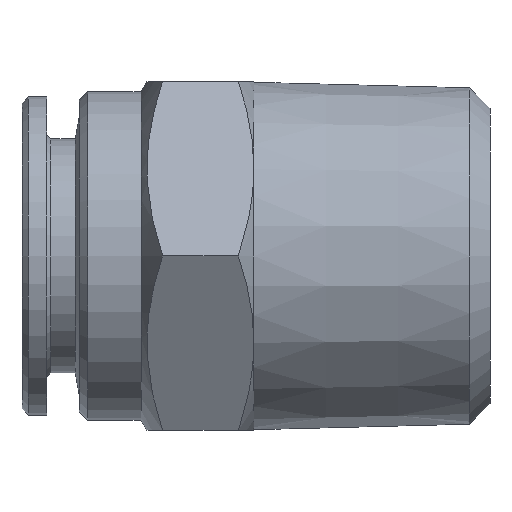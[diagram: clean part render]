
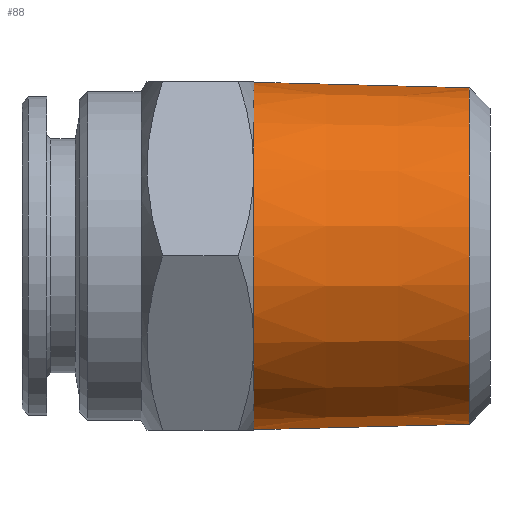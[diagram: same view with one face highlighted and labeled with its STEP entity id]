
A CAD part, left-side view. The second image highlights one B-rep face of the part: STEP entity #88.
In plain terms, the highlighted conical face has half-angle 1.47 degrees and reference radius 8.462 mm.
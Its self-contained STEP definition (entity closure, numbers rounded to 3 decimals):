
#63 = ORIENTED_EDGE ( 'NONE', *, *, #1302, .F. ) ;
#64 = ORIENTED_EDGE ( 'NONE', *, *, #87, .F. ) ;
#65 = ORIENTED_EDGE ( 'NONE', *, *, #1323, .T. ) ;
#66 = ORIENTED_EDGE ( 'NONE', *, *, #67, .T. ) ;
#67 = EDGE_CURVE ( 'NONE', #1318, #1311, #503, .T. ) ;
#87 = EDGE_CURVE ( 'NONE', #1306, #1312, #491, .T. ) ;
#88 = ADVANCED_FACE ( 'NONE', ( #511 ), #505, .T. ) ;
#89 = EDGE_LOOP ( 'NONE', ( #63, #64, #65, #66 ) ) ;
#432 = DIRECTION ( 'NONE',  ( 0., 0., 1. ) ) ;
#433 = DIRECTION ( 'NONE',  ( 0., 1., 0. ) ) ;
#434 = AXIS2_PLACEMENT_3D ( 'NONE', #506, #433, #432 ) ;
#465 = CARTESIAN_POINT ( 'NONE',  ( 0., 11.5, 0. ) ) ;
#466 = AXIS2_PLACEMENT_3D ( 'NONE', #465, #487, #486 ) ;
#486 = DIRECTION ( 'NONE',  ( 0., 0., -1. ) ) ;
#487 = DIRECTION ( 'NONE',  ( 0., -1., 0. ) ) ;
#491 = CIRCLE ( 'NONE', #510, 8.192 ) ;
#503 = CIRCLE ( 'NONE', #466, 8.462 ) ;
#505 = CONICAL_SURFACE ( 'NONE', #434, 8.462, 0.026 ) ;
#506 = CARTESIAN_POINT ( 'NONE',  ( 0., 11.5, 0. ) ) ;
#507 = DIRECTION ( 'NONE',  ( 0., 0., -1. ) ) ;
#508 = DIRECTION ( 'NONE',  ( 0., -1., 0. ) ) ;
#509 = CARTESIAN_POINT ( 'NONE',  ( 0., 1., 0. ) ) ;
#510 = AXIS2_PLACEMENT_3D ( 'NONE', #509, #508, #507 ) ;
#511 = FACE_OUTER_BOUND ( 'NONE', #89, .T. ) ;
#866 = LINE ( 'NONE', #907, #906 ) ;
#890 = DIRECTION ( 'NONE',  ( 0., 1., 0.026 ) ) ;
#891 = VECTOR ( 'NONE', #890, 1000. ) ;
#892 = CARTESIAN_POINT ( 'NONE',  ( 0., 11.5, 8.462 ) ) ;
#893 = LINE ( 'NONE', #892, #891 ) ;
#899 = CARTESIAN_POINT ( 'NONE',  ( 0., 1., 8.192 ) ) ;
#905 = DIRECTION ( 'NONE',  ( 0., 1., -0.026 ) ) ;
#906 = VECTOR ( 'NONE', #905, 1000. ) ;
#907 = CARTESIAN_POINT ( 'NONE',  ( 0., 11.5, -8.462 ) ) ;
#912 = CARTESIAN_POINT ( 'NONE',  ( 0., 11.5, 8.462 ) ) ;
#948 = CARTESIAN_POINT ( 'NONE',  ( 0., 1., -8.192 ) ) ;
#949 = CARTESIAN_POINT ( 'NONE',  ( 0., 11.5, -8.462 ) ) ;
#1302 = EDGE_CURVE ( 'NONE', #1312, #1311, #866, .T. ) ;
#1306 = VERTEX_POINT ( 'NONE', #899 ) ;
#1311 = VERTEX_POINT ( 'NONE', #949 ) ;
#1312 = VERTEX_POINT ( 'NONE', #948 ) ;
#1318 = VERTEX_POINT ( 'NONE', #912 ) ;
#1323 = EDGE_CURVE ( 'NONE', #1306, #1318, #893, .T. ) ;
